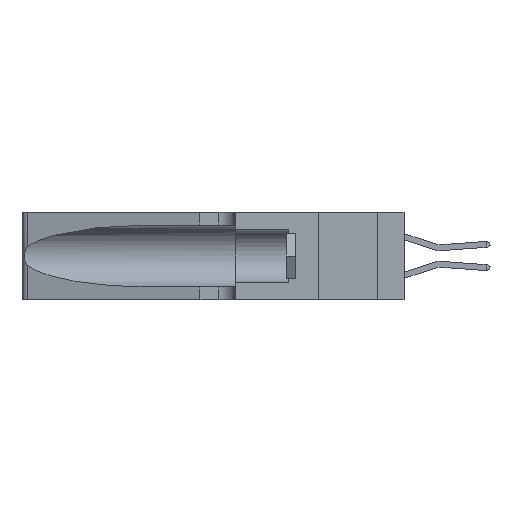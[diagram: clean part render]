
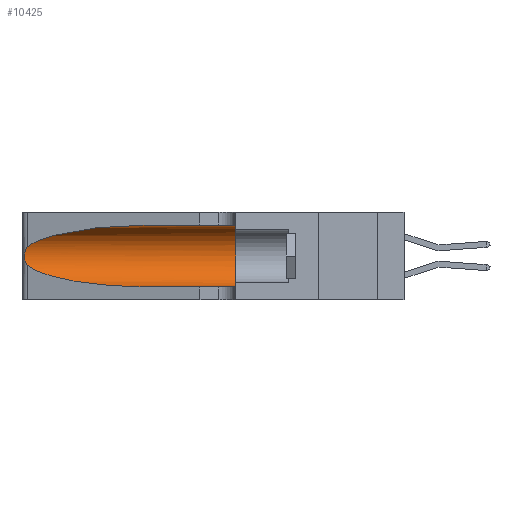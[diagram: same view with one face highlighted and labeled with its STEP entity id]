
A CAD part, left-side view. The second image highlights one B-rep face of the part: STEP entity #10425.
In plain terms, the highlighted cylindrical face has radius 3.308 mm (diameter 6.617 mm), a partial arc.
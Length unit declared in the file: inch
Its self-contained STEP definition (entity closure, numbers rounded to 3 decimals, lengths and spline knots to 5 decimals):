
#144 = CARTESIAN_POINT ( 'NONE',  ( 0.1305, 0.35, 0.05475 ) ) ;
#362 = VERTEX_POINT ( 'NONE', #27735 ) ;
#608 = DIRECTION ( 'NONE',  ( 0., -1., 0. ) ) ;
#751 = DIRECTION ( 'NONE',  ( 0., -1., 0. ) ) ;
#1657 = EDGE_CURVE ( 'NONE', #29335, #31871, #11481, .T. ) ;
#2047 = CARTESIAN_POINT ( 'NONE',  ( 0.18966, 0.96281, 0.05475 ) ) ;
#2272 =( BOUNDED_CURVE ( )  B_SPLINE_CURVE ( 3, ( #19205, #31950, #2047, #21799 ),
 .UNSPECIFIED., .F., .T. ) 
 B_SPLINE_CURVE_WITH_KNOTS ( ( 4, 4 ),
 ( 3.44316, 4.71239 ),
 .UNSPECIFIED. ) 
 CURVE ( )  GEOMETRIC_REPRESENTATION_ITEM ( )  RATIONAL_B_SPLINE_CURVE ( ( 1., 0.87, 0.87, 1. ) ) 
 REPRESENTATION_ITEM ( '' )  );
#2897 = EDGE_CURVE ( 'NONE', #16590, #29335, #2272, .T. ) ;
#3490 = ORIENTED_EDGE ( 'NONE', *, *, #13166, .T. ) ;
#4027 = CARTESIAN_POINT ( 'NONE',  ( 0.2373, 1.15595, 0.28018 ) ) ;
#4390 = CARTESIAN_POINT ( 'NONE',  ( 0.26018, 1.23835, 0.19895 ) ) ;
#4611 = CARTESIAN_POINT ( 'NONE',  ( 0.25787, 1.23484, 0.2124 ) ) ;
#5394 = DIRECTION ( 'NONE',  ( 0., 0., -1. ) ) ;
#5718 = AXIS2_PLACEMENT_3D ( 'NONE', #25356, #608, #5394 ) ;
#5886 = CARTESIAN_POINT ( 'NONE',  ( 0.18966, 0.96281, 0.31525 ) ) ;
#6667 = AXIS2_PLACEMENT_3D ( 'NONE', #11105, #20901, #15780 ) ;
#6677 = VERTEX_POINT ( 'NONE', #10829 ) ;
#6699 = EDGE_CURVE ( 'NONE', #6677, #14318, #8672, .T. ) ;
#7100 = CARTESIAN_POINT ( 'NONE',  ( 0.26075, 1.23896, 0.178 ) ) ;
#7209 = CARTESIAN_POINT ( 'NONE',  ( 0.25639, 1.23186, 0.15144 ) ) ;
#8007 = CARTESIAN_POINT ( 'NONE',  ( 0.1305, 1.61858, 0.31525 ) ) ;
#8672 = LINE ( 'NONE', #8007, #20748 ) ;
#9358 = CARTESIAN_POINT ( 'NONE',  ( 0.1305, 1.61858, 0.05475 ) ) ;
#9675 = CARTESIAN_POINT ( 'NONE',  ( 0.26075, 1.23896, 0.19203 ) ) ;
#10425 = ADVANCED_FACE ( 'NONE', ( #21895 ), #31169, .F. ) ;
#10829 = CARTESIAN_POINT ( 'NONE',  ( 0.1305, 0.72297, 0.31525 ) ) ;
#11105 = CARTESIAN_POINT ( 'NONE',  ( 0.1305, 0.35, 0.185 ) ) ;
#11481 = LINE ( 'NONE', #9358, #30495 ) ;
#11995 = CARTESIAN_POINT ( 'NONE',  ( 0.25555, 1.22993, 0.14849 ) ) ;
#12207 = CARTESIAN_POINT ( 'NONE',  ( 0.25487, 1.22718, 0.14631 ) ) ;
#12680 = ORIENTED_EDGE ( 'NONE', *, *, #6699, .F. ) ;
#13166 = EDGE_CURVE ( 'NONE', #362, #16590, #29885, .T. ) ;
#14318 = VERTEX_POINT ( 'NONE', #19613 ) ;
#14368 = CARTESIAN_POINT ( 'NONE',  ( 0.25789, 1.23486, 0.15765 ) ) ;
#15370 = CARTESIAN_POINT ( 'NONE',  ( 0.1305, 0.72297, 0.05475 ) ) ;
#15780 = DIRECTION ( 'NONE',  ( 0., 0., 1. ) ) ;
#16590 = VERTEX_POINT ( 'NONE', #26105 ) ;
#17097 = CARTESIAN_POINT ( 'NONE',  ( 0.25555, 1.22994, 0.2215 ) ) ;
#18773 =( BOUNDED_CURVE ( )  B_SPLINE_CURVE ( 3, ( #20749, #5886, #4027, #28858 ),
 .UNSPECIFIED., .F., .F. ) 
 B_SPLINE_CURVE_WITH_KNOTS ( ( 4, 4 ),
 ( 1.5708, 2.84003 ),
 .UNSPECIFIED. ) 
 CURVE ( )  GEOMETRIC_REPRESENTATION_ITEM ( )  RATIONAL_B_SPLINE_CURVE ( ( 1., 0.87, 0.87, 1. ) ) 
 REPRESENTATION_ITEM ( '' )  );
#19205 = CARTESIAN_POINT ( 'NONE',  ( 0.25487, 1.22718, 0.14631 ) ) ;
#19272 = CARTESIAN_POINT ( 'NONE',  ( 0.25487, 1.22718, 0.22369 ) ) ;
#19580 = CARTESIAN_POINT ( 'NONE',  ( 0.25854, 1.2359, 0.20912 ) ) ;
#19613 = CARTESIAN_POINT ( 'NONE',  ( 0.1305, 0.35, 0.31525 ) ) ;
#20539 = ORIENTED_EDGE ( 'NONE', *, *, #2897, .T. ) ;
#20684 = EDGE_CURVE ( 'NONE', #6677, #362, #18773, .T. ) ;
#20748 = VECTOR ( 'NONE', #751, 39.37008 ) ;
#20749 = CARTESIAN_POINT ( 'NONE',  ( 0.1305, 0.72297, 0.31525 ) ) ;
#20901 = DIRECTION ( 'NONE',  ( 0., 1., 0. ) ) ;
#21657 = DIRECTION ( 'NONE',  ( 0., -1., 0. ) ) ;
#21674 = EDGE_LOOP ( 'NONE', ( #26907, #3490, #20539, #22190, #25696, #12680 ) ) ;
#21759 = CARTESIAN_POINT ( 'NONE',  ( 0.25639, 1.23184, 0.21858 ) ) ;
#21799 = CARTESIAN_POINT ( 'NONE',  ( 0.1305, 0.72297, 0.05475 ) ) ;
#21895 = FACE_OUTER_BOUND ( 'NONE', #21674, .T. ) ;
#22077 = CARTESIAN_POINT ( 'NONE',  ( 0.26017, 1.23833, 0.17102 ) ) ;
#22190 = ORIENTED_EDGE ( 'NONE', *, *, #1657, .T. ) ;
#23734 = CIRCLE ( 'NONE', #6667, 0.13025 ) ;
#25356 = CARTESIAN_POINT ( 'NONE',  ( 0.1305, 1.61858, 0.185 ) ) ;
#25696 = ORIENTED_EDGE ( 'NONE', *, *, #28118, .F. ) ;
#26105 = CARTESIAN_POINT ( 'NONE',  ( 0.25487, 1.22718, 0.14631 ) ) ;
#26852 = CARTESIAN_POINT ( 'NONE',  ( 0.25856, 1.23593, 0.16098 ) ) ;
#26907 = ORIENTED_EDGE ( 'NONE', *, *, #20684, .T. ) ;
#27735 = CARTESIAN_POINT ( 'NONE',  ( 0.25487, 1.22718, 0.22369 ) ) ;
#28118 = EDGE_CURVE ( 'NONE', #14318, #31871, #23734, .T. ) ;
#28858 = CARTESIAN_POINT ( 'NONE',  ( 0.25487, 1.22718, 0.22369 ) ) ;
#29335 = VERTEX_POINT ( 'NONE', #15370 ) ;
#29885 = B_SPLINE_CURVE_WITH_KNOTS ( 'NONE', 3,
 ( #19272, #17097, #21759, #4611, #19580, #4390, #9675, #7100, #22077, #26852, #14368, #7209, #11995, #12207 ),
 .UNSPECIFIED., .F., .F.,
 ( 4, 2, 2, 2, 2, 2, 4 ),
 ( 0., 0.00027, 0.00053, 0.00107, 0.0016, 0.00187, 0.00214 ),
 .UNSPECIFIED. ) ;
#30495 = VECTOR ( 'NONE', #21657, 39.37008 ) ;
#31169 = CYLINDRICAL_SURFACE ( 'NONE', #5718, 0.13025 ) ;
#31871 = VERTEX_POINT ( 'NONE', #144 ) ;
#31950 = CARTESIAN_POINT ( 'NONE',  ( 0.2373, 1.15595, 0.08982 ) ) ;
